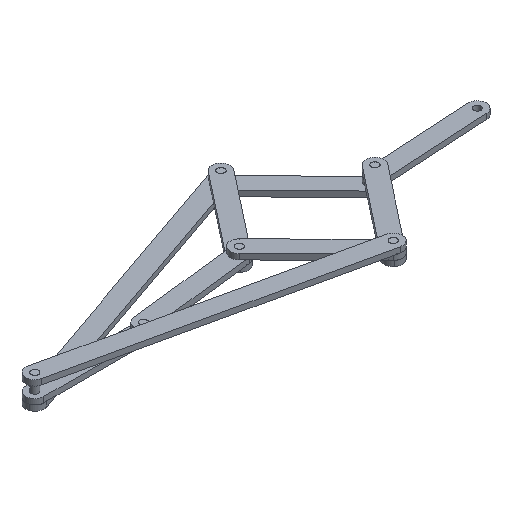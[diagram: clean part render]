
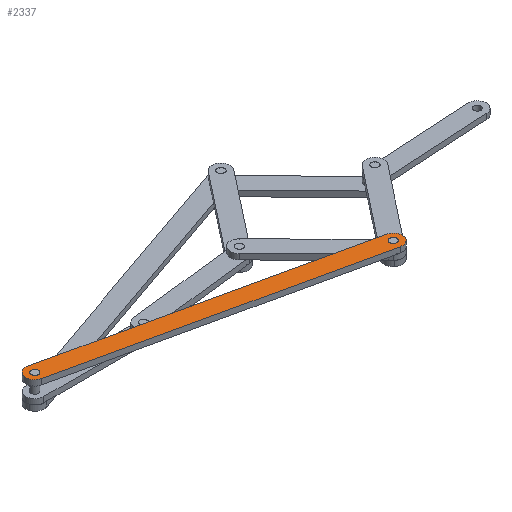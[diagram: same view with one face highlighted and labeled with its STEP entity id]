
A CAD part, isometric view. The second image highlights one B-rep face of the part: STEP entity #2337.
In plain terms, the highlighted free-form (B-spline) face has degree [1, 1] with [2, 2] control points.
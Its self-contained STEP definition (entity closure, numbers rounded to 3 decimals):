
#2206 = VERTEX_POINT('',#2207);
#2207 = CARTESIAN_POINT('',(-61.438,-1.034,
    29.109));
#2225 = VERTEX_POINT('',#2226);
#2226 = CARTESIAN_POINT('',(-58.854,-1.605,
    29.109));
#2231 = EDGE_CURVE('',#2206,#2225,#2232,.T.);
#2232 = ( BOUNDED_CURVE() B_SPLINE_CURVE(2,(#2233,#2234,#2235,#2236,
#2237),.UNSPECIFIED.,.F.,.F.) B_SPLINE_CURVE_WITH_KNOTS((3,2,3),(
    3.142,4.712,6.283),
.PIECEWISE_BEZIER_KNOTS.) CURVE() GEOMETRIC_REPRESENTATION_ITEM() 
RATIONAL_B_SPLINE_CURVE((1.,0.707,1.,0.707,1.)) 
REPRESENTATION_ITEM('') );
#2233 = CARTESIAN_POINT('',(-61.438,-1.034,
    29.109));
#2234 = CARTESIAN_POINT('',(-61.724,-2.325,
    29.109));
#2235 = CARTESIAN_POINT('',(-60.432,-2.611,
    29.109));
#2236 = CARTESIAN_POINT('',(-59.14,-2.897,
    29.109));
#2237 = CARTESIAN_POINT('',(-58.854,-1.605,
    29.109));
#2254 = VERTEX_POINT('',#2255);
#2255 = CARTESIAN_POINT('',(45.592,-24.729,
    29.109));
#2273 = VERTEX_POINT('',#2274);
#2274 = CARTESIAN_POINT('',(48.175,-25.3,
    29.109));
#2279 = EDGE_CURVE('',#2254,#2273,#2280,.T.);
#2280 = ( BOUNDED_CURVE() B_SPLINE_CURVE(2,(#2281,#2282,#2283,#2284,
#2285),.UNSPECIFIED.,.F.,.F.) B_SPLINE_CURVE_WITH_KNOTS((3,2,3),(
    3.142,4.712,6.283),
.PIECEWISE_BEZIER_KNOTS.) CURVE() GEOMETRIC_REPRESENTATION_ITEM() 
RATIONAL_B_SPLINE_CURVE((1.,0.707,1.,0.707,1.)) 
REPRESENTATION_ITEM('') );
#2281 = CARTESIAN_POINT('',(45.592,-24.729,
    29.109));
#2282 = CARTESIAN_POINT('',(45.306,-26.02,
    29.109));
#2283 = CARTESIAN_POINT('',(46.598,-26.306,
    29.109));
#2284 = CARTESIAN_POINT('',(47.889,-26.592,
    29.109));
#2285 = CARTESIAN_POINT('',(48.175,-25.3,
    29.109));
#2301 = EDGE_CURVE('',#2302,#2304,#2306,.T.);
#2302 = VERTEX_POINT('',#2303);
#2303 = CARTESIAN_POINT('',(-63.375,-0.605,
    29.109));
#2304 = VERTEX_POINT('',#2305);
#2305 = CARTESIAN_POINT('',(-60.861,-4.549,
    29.109));
#2306 = ( BOUNDED_CURVE() B_SPLINE_CURVE(2,(#2307,#2308,#2309),
.UNSPECIFIED.,.F.,.F.) B_SPLINE_CURVE_WITH_KNOTS((3,3),(3.142,
4.712),.PIECEWISE_BEZIER_KNOTS.) CURVE() 
GEOMETRIC_REPRESENTATION_ITEM() RATIONAL_B_SPLINE_CURVE((1.,
0.707,1.)) REPRESENTATION_ITEM('') );
#2307 = CARTESIAN_POINT('',(-63.375,-0.605,
    29.109));
#2308 = CARTESIAN_POINT('',(-64.09,-3.834,
    29.109));
#2309 = CARTESIAN_POINT('',(-60.861,-4.549,
    29.109));
#2337 = ADVANCED_FACE('',(#2338,#2349,#2382),#2393,.T.);
#2338 = FACE_BOUND('',#2339,.T.);
#2339 = EDGE_LOOP('',(#2340,#2341));
#2340 = ORIENTED_EDGE('',*,*,#2279,.F.);
#2341 = ORIENTED_EDGE('',*,*,#2342,.F.);
#2342 = EDGE_CURVE('',#2273,#2254,#2343,.T.);
#2343 = ( BOUNDED_CURVE() B_SPLINE_CURVE(2,(#2344,#2345,#2346,#2347,
#2348),.UNSPECIFIED.,.F.,.F.) B_SPLINE_CURVE_WITH_KNOTS((3,2,3),(0.,
1.571,3.142),.PIECEWISE_BEZIER_KNOTS.) CURVE() 
GEOMETRIC_REPRESENTATION_ITEM() RATIONAL_B_SPLINE_CURVE((1.,
0.707,1.,0.707,1.)) REPRESENTATION_ITEM('') );
#2344 = CARTESIAN_POINT('',(48.175,-25.3,
    29.109));
#2345 = CARTESIAN_POINT('',(48.461,-24.009,
    29.109));
#2346 = CARTESIAN_POINT('',(47.17,-23.723,
    29.109));
#2347 = CARTESIAN_POINT('',(45.878,-23.437,
    29.109));
#2348 = CARTESIAN_POINT('',(45.592,-24.729,
    29.109));
#2349 = FACE_BOUND('',#2350,.T.);
#2350 = EDGE_LOOP('',(#2351,#2359,#2360,#2367,#2377));
#2351 = ORIENTED_EDGE('',*,*,#2352,.T.);
#2352 = EDGE_CURVE('',#2353,#2302,#2355,.T.);
#2353 = VERTEX_POINT('',#2354);
#2354 = CARTESIAN_POINT('',(-59.431,1.91,
    29.109));
#2355 = ( BOUNDED_CURVE() B_SPLINE_CURVE(2,(#2356,#2357,#2358),
.UNSPECIFIED.,.F.,.F.) B_SPLINE_CURVE_WITH_KNOTS((3,3),(1.571,
3.142),.PIECEWISE_BEZIER_KNOTS.) CURVE() 
GEOMETRIC_REPRESENTATION_ITEM() RATIONAL_B_SPLINE_CURVE((1.,
0.707,1.)) REPRESENTATION_ITEM('') );
#2356 = CARTESIAN_POINT('',(-59.431,1.91,
    29.109));
#2357 = CARTESIAN_POINT('',(-62.66,2.625,
    29.109));
#2358 = CARTESIAN_POINT('',(-63.375,-0.605,
    29.109));
#2359 = ORIENTED_EDGE('',*,*,#2301,.T.);
#2360 = ORIENTED_EDGE('',*,*,#2361,.T.);
#2361 = EDGE_CURVE('',#2304,#2362,#2364,.T.);
#2362 = VERTEX_POINT('',#2363);
#2363 = CARTESIAN_POINT('',(46.169,-28.244,
    29.109));
#2364 = B_SPLINE_CURVE_WITH_KNOTS('',1,(#2365,#2366),.UNSPECIFIED.,.F.,
  .F.,(2,2),(0.,82.858),.PIECEWISE_BEZIER_KNOTS.);
#2365 = CARTESIAN_POINT('',(-60.861,-4.549,
    29.109));
#2366 = CARTESIAN_POINT('',(46.169,-28.244,
    29.109));
#2367 = ORIENTED_EDGE('',*,*,#2368,.T.);
#2368 = EDGE_CURVE('',#2362,#2369,#2371,.T.);
#2369 = VERTEX_POINT('',#2370);
#2370 = CARTESIAN_POINT('',(47.598,-21.785,
    29.109));
#2371 = ( BOUNDED_CURVE() B_SPLINE_CURVE(2,(#2372,#2373,#2374,#2375,
#2376),.UNSPECIFIED.,.F.,.F.) B_SPLINE_CURVE_WITH_KNOTS((3,2,3),(
    4.712,6.283,7.854),
.PIECEWISE_BEZIER_KNOTS.) CURVE() GEOMETRIC_REPRESENTATION_ITEM() 
RATIONAL_B_SPLINE_CURVE((1.,0.707,1.,0.707,1.)) 
REPRESENTATION_ITEM('') );
#2372 = CARTESIAN_POINT('',(46.169,-28.244,
    29.109));
#2373 = CARTESIAN_POINT('',(49.398,-28.959,
    29.109));
#2374 = CARTESIAN_POINT('',(50.113,-25.729,
    29.109));
#2375 = CARTESIAN_POINT('',(50.828,-22.5,
    29.109));
#2376 = CARTESIAN_POINT('',(47.598,-21.785,
    29.109));
#2377 = ORIENTED_EDGE('',*,*,#2378,.T.);
#2378 = EDGE_CURVE('',#2369,#2353,#2379,.T.);
#2379 = B_SPLINE_CURVE_WITH_KNOTS('',1,(#2380,#2381),.UNSPECIFIED.,.F.,
  .F.,(2,2),(-82.858,-0.),.PIECEWISE_BEZIER_KNOTS.);
#2380 = CARTESIAN_POINT('',(47.598,-21.785,
    29.109));
#2381 = CARTESIAN_POINT('',(-59.431,1.91,
    29.109));
#2382 = FACE_BOUND('',#2383,.T.);
#2383 = EDGE_LOOP('',(#2384,#2385));
#2384 = ORIENTED_EDGE('',*,*,#2231,.F.);
#2385 = ORIENTED_EDGE('',*,*,#2386,.F.);
#2386 = EDGE_CURVE('',#2225,#2206,#2387,.T.);
#2387 = ( BOUNDED_CURVE() B_SPLINE_CURVE(2,(#2388,#2389,#2390,#2391,
#2392),.UNSPECIFIED.,.F.,.F.) B_SPLINE_CURVE_WITH_KNOTS((3,2,3),(0.,
1.571,3.142),.PIECEWISE_BEZIER_KNOTS.) CURVE() 
GEOMETRIC_REPRESENTATION_ITEM() RATIONAL_B_SPLINE_CURVE((1.,
0.707,1.,0.707,1.)) REPRESENTATION_ITEM('') );
#2388 = CARTESIAN_POINT('',(-58.854,-1.605,
    29.109));
#2389 = CARTESIAN_POINT('',(-58.568,-0.314,
    29.109));
#2390 = CARTESIAN_POINT('',(-59.86,-0.028,
    29.109));
#2391 = CARTESIAN_POINT('',(-61.152,0.258,
    29.109));
#2392 = CARTESIAN_POINT('',(-61.438,-1.034,
    29.109));
#2393 = B_SPLINE_SURFACE_WITH_KNOTS('',1,1,(
    (#2394,#2395)
    ,(#2396,#2397
    )),.UNSPECIFIED.,.F.,.F.,.F.,(2,2),(2,2),(-2.5,85.358),(-2.5,
    2.5),.PIECEWISE_BEZIER_KNOTS.);
#2394 = CARTESIAN_POINT('',(-64.09,-3.834,
    29.109));
#2395 = CARTESIAN_POINT('',(-62.66,2.625,
    29.109));
#2396 = CARTESIAN_POINT('',(49.398,-28.959,
    29.109));
#2397 = CARTESIAN_POINT('',(50.828,-22.5,
    29.109));
